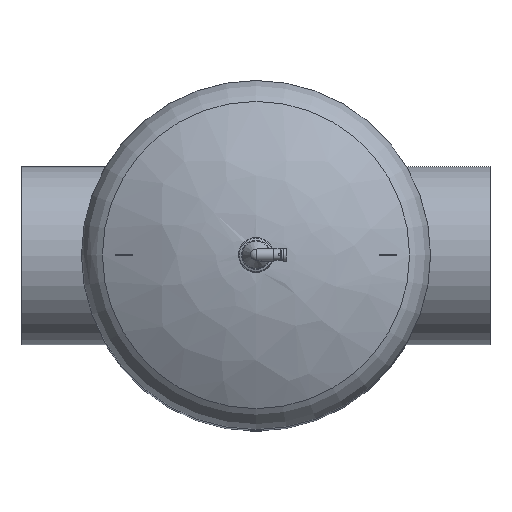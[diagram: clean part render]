
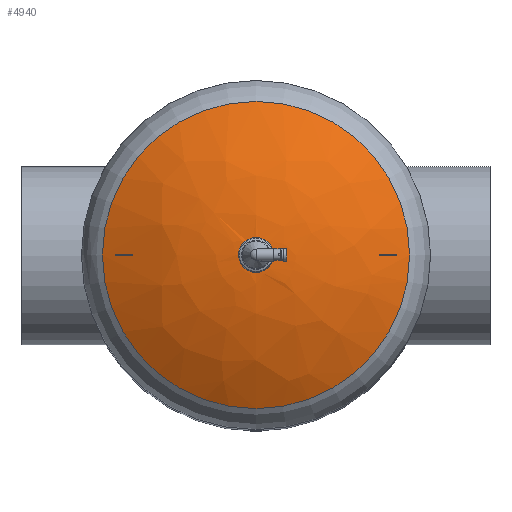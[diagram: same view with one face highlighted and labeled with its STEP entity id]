
A CAD part, top view. The second image highlights one B-rep face of the part: STEP entity #4940.
In plain terms, the highlighted free-form (B-spline) face has degree [2, 2] with [3, 9] control points.
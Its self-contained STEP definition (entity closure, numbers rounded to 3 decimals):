
#935=(
BOUNDED_CURVE()
B_SPLINE_CURVE(2,(#7566,#7567,#7568),.UNSPECIFIED.,.F.,.F.)
B_SPLINE_CURVE_WITH_KNOTS((3,3),(1.046,1.57),
 .UNSPECIFIED.)
CURVE()
GEOMETRIC_REPRESENTATION_ITEM()
RATIONAL_B_SPLINE_CURVE((1.,0.966,1.))
REPRESENTATION_ITEM($)
);
#941=(
BOUNDED_SURFACE()
B_SPLINE_SURFACE(2,2,((#7534,#7535,#7536,#7537,#7538,#7539,#7540,#7541,
#7542),(#7543,#7544,#7545,#7546,#7547,#7548,#7549,#7550,#7551),(#7552,#7553,
#7554,#7555,#7556,#7557,#7558,#7559,#7560)),.UNSPECIFIED.,.F.,.T.,.F.)
B_SPLINE_SURFACE_WITH_KNOTS((3,3),(3,2,2,2,3),(-1.57,-1.046),
(-3.142,-1.571,0.,1.571,3.142),
 .UNSPECIFIED.)
GEOMETRIC_REPRESENTATION_ITEM()
RATIONAL_B_SPLINE_SURFACE(((1.,0.707,1.,0.707,1.,
0.707,1.,0.707,1.),(0.966,0.683,
0.966,0.683,0.966,0.683,
0.966,0.683,0.966),(1.,0.707,
1.,0.707,1.,0.707,1.,0.707,1.)))
REPRESENTATION_ITEM($)
SURFACE()
);
#1219=FACE_OUTER_BOUND($,#1545,.T.);
#1545=EDGE_LOOP($,(#3394,#3395,#3396,#3397));
#1920=CIRCLE($,#5307,279.);
#1921=CIRCLE($,#5308,279.);
#2176=VERTEX_POINT($,#7561);
#2177=VERTEX_POINT($,#7562);
#2178=VERTEX_POINT($,#7565);
#2664=EDGE_CURVE($,#2176,#2177,#1920,.T.);
#2665=EDGE_CURVE($,#2177,#2176,#1921,.T.);
#2666=EDGE_CURVE($,#2177,#2178,#935,.T.);
#3394=ORIENTED_EDGE($,*,*,#2664,.F.);
#3395=ORIENTED_EDGE($,*,*,#2665,.F.);
#3396=ORIENTED_EDGE($,*,*,#2666,.T.);
#3397=ORIENTED_EDGE($,*,*,#2666,.F.);
#4940=ADVANCED_FACE($,(#1219),#941,.F.);
#5307=AXIS2_PLACEMENT_3D($,#7563,#5911,#5912);
#5308=AXIS2_PLACEMENT_3D($,#7564,#5913,#5914);
#5911=DIRECTION('center_axis',(0.,0.,
-1.));
#5912=DIRECTION('ref_axis',(1.,0.,0.));
#5913=DIRECTION('center_axis',(0.,0.,
-1.));
#5914=DIRECTION('ref_axis',(1.,0.,0.));
#7534=CARTESIAN_POINT('Ctrl Pts',(0.,0.,
1871.));
#7535=CARTESIAN_POINT('Ctrl Pts',(0.,0.,
1871.));
#7536=CARTESIAN_POINT('Ctrl Pts',(0.,0.,
1871.));
#7537=CARTESIAN_POINT('Ctrl Pts',(0.,0.,
1871.));
#7538=CARTESIAN_POINT('Ctrl Pts',(0.,0.,
1871.));
#7539=CARTESIAN_POINT('Ctrl Pts',(0.,0.,
1871.));
#7540=CARTESIAN_POINT('Ctrl Pts',(0.,0.,
1871.));
#7541=CARTESIAN_POINT('Ctrl Pts',(0.,0.,
1871.));
#7542=CARTESIAN_POINT('Ctrl Pts',(0.,0.,
1871.));
#7543=CARTESIAN_POINT('Ctrl Pts',(0.,-149.551,
1870.892));
#7544=CARTESIAN_POINT('Ctrl Pts',(-149.551,-149.551,1870.892));
#7545=CARTESIAN_POINT('Ctrl Pts',(-149.551,0.,
1870.892));
#7546=CARTESIAN_POINT('Ctrl Pts',(-149.551,149.551,1870.892));
#7547=CARTESIAN_POINT('Ctrl Pts',(0.,149.551,
1870.892));
#7548=CARTESIAN_POINT('Ctrl Pts',(149.551,149.551,1870.892));
#7549=CARTESIAN_POINT('Ctrl Pts',(149.551,0.,
1870.892));
#7550=CARTESIAN_POINT('Ctrl Pts',(149.551,-149.551,1870.892));
#7551=CARTESIAN_POINT('Ctrl Pts',(0.,-149.551,
1870.892));
#7552=CARTESIAN_POINT('Ctrl Pts',(0.,-279.,1796.));
#7553=CARTESIAN_POINT('Ctrl Pts',(-279.,-279.,1796.));
#7554=CARTESIAN_POINT('Ctrl Pts',(-279.,0.,1796.));
#7555=CARTESIAN_POINT('Ctrl Pts',(-279.,279.,1796.));
#7556=CARTESIAN_POINT('Ctrl Pts',(0.,279.,1796.));
#7557=CARTESIAN_POINT('Ctrl Pts',(279.,279.,1796.));
#7558=CARTESIAN_POINT('Ctrl Pts',(279.,0.,1796.));
#7559=CARTESIAN_POINT('Ctrl Pts',(279.,-279.,1796.));
#7560=CARTESIAN_POINT('Ctrl Pts',(0.,-279.,1796.));
#7561=CARTESIAN_POINT('',(-279.,0.,1796.));
#7562=CARTESIAN_POINT('',(0.,-279.,1796.));
#7563=CARTESIAN_POINT('Origin',(0.,0.,1796.));
#7564=CARTESIAN_POINT('Origin',(0.,0.,1796.));
#7565=CARTESIAN_POINT('',(0.,0.,1871.));
#7566=CARTESIAN_POINT('Ctrl Pts',(0.,-279.,1796.));
#7567=CARTESIAN_POINT('Ctrl Pts',(0.,-149.551,
1870.892));
#7568=CARTESIAN_POINT('Ctrl Pts',(0.,0.,
1871.));
